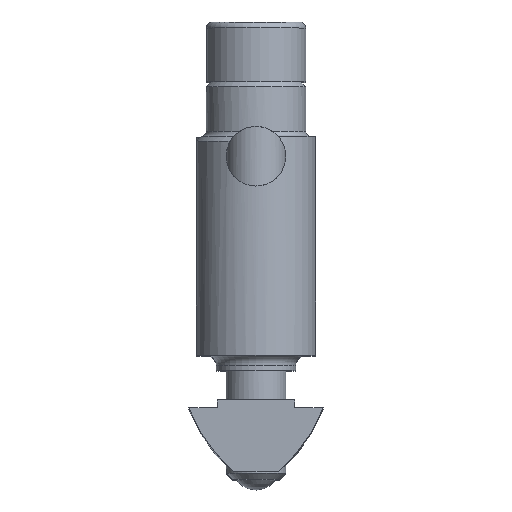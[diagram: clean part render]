
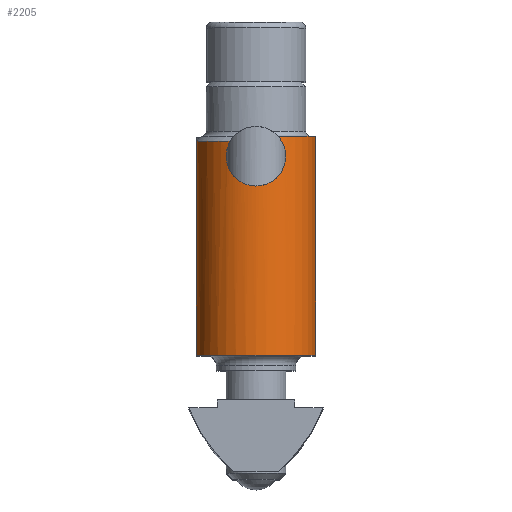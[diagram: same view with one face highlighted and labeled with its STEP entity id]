
A CAD part, top view. The second image highlights one B-rep face of the part: STEP entity #2205.
In plain terms, the highlighted cylindrical face has radius 6 mm (diameter 12 mm), a full revolution.
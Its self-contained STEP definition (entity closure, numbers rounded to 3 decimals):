
#172=B_SPLINE_CURVE_WITH_KNOTS('',3,(#3747,#3748,#3749,#3750,#3751,#3752,
#3753,#3754,#3755,#3756,#3757,#3758,#3759,#3760,#3761),.UNSPECIFIED.,.F.,
 .F.,(4,2,3,2,2,2,4),(-0.153,-0.115,0.,0.115,
0.231,0.346,0.461),.UNSPECIFIED.);
#173=B_SPLINE_CURVE_WITH_KNOTS('',3,(#3763,#3764,#3765,#3766,#3767,#3768,
#3769,#3770,#3771,#3772,#3773,#3774,#3775,#3776),.UNSPECIFIED.,.F.,.F.,
(4,2,2,2,2,2,4),(0.461,0.576,0.692,
0.807,0.923,1.038,1.136),
 .UNSPECIFIED.);
#174=B_SPLINE_CURVE_WITH_KNOTS('',3,(#3779,#3780,#3781,#3782,#3783,#3784,
#3785,#3786,#3787,#3788,#3789,#3790,#3791,#3792,#3793,#3794,#3795,#3796,
#3797,#3798,#3799,#3800,#3801,#3802,#3803,#3804,#3805),.UNSPECIFIED.,.F.,
 .F.,(4,2,2,2,2,2,2,2,2,2,3,2,4),(-1.136,-1.038,-0.923,
-0.807,-0.692,-0.576,-0.461,
-0.346,-0.231,-0.115,0.,
0.115,0.153),.UNSPECIFIED.);
#217=FACE_BOUND('',#476,.T.);
#318=FACE_OUTER_BOUND('',#475,.T.);
#475=EDGE_LOOP('',(#1797));
#476=EDGE_LOOP('',(#1798,#1799,#1800,#1801,#1802));
#867=CIRCLE('',#2406,6.);
#868=CIRCLE('',#2408,6.);
#869=CIRCLE('',#2409,6.);
#1043=VERTEX_POINT('',#3725);
#1046=VERTEX_POINT('',#3735);
#1047=VERTEX_POINT('',#3744);
#1048=VERTEX_POINT('',#3746);
#1049=VERTEX_POINT('',#3762);
#1050=VERTEX_POINT('',#3777);
#1299=EDGE_CURVE('',#1046,#1043,#867,.T.);
#1300=EDGE_CURVE('',#1047,#1047,#868,.T.);
#1301=EDGE_CURVE('',#1046,#1048,#172,.T.);
#1302=EDGE_CURVE('',#1048,#1049,#173,.T.);
#1303=EDGE_CURVE('',#1050,#1049,#869,.T.);
#1304=EDGE_CURVE('',#1050,#1043,#174,.T.);
#1797=ORIENTED_EDGE('',*,*,#1300,.T.);
#1798=ORIENTED_EDGE('',*,*,#1299,.F.);
#1799=ORIENTED_EDGE('',*,*,#1301,.T.);
#1800=ORIENTED_EDGE('',*,*,#1302,.T.);
#1801=ORIENTED_EDGE('',*,*,#1303,.F.);
#1802=ORIENTED_EDGE('',*,*,#1304,.T.);
#1986=CYLINDRICAL_SURFACE('',#2407,6.);
#2205=ADVANCED_FACE('',(#318,#217),#1986,.T.);
#2406=AXIS2_PLACEMENT_3D('',#3742,#2913,#2914);
#2407=AXIS2_PLACEMENT_3D('',#3743,#2915,#2916);
#2408=AXIS2_PLACEMENT_3D('',#3745,#2917,#2918);
#2409=AXIS2_PLACEMENT_3D('',#3778,#2919,#2920);
#2913=DIRECTION('center_axis',(0.,1.,0.));
#2914=DIRECTION('ref_axis',(0.,0.,1.));
#2915=DIRECTION('center_axis',(0.,-1.,
0.));
#2916=DIRECTION('ref_axis',(0.,0.,1.));
#2917=DIRECTION('center_axis',(0.,1.,0.));
#2918=DIRECTION('ref_axis',(0.,0.,1.));
#2919=DIRECTION('center_axis',(0.,1.,0.));
#2920=DIRECTION('ref_axis',(0.,0.,1.));
#3725=CARTESIAN_POINT('',(-2.597,22.3,38.608));
#3735=CARTESIAN_POINT('',(-2.597,22.3,27.792));
#3742=CARTESIAN_POINT('Origin',(0.001,22.3,33.2));
#3743=CARTESIAN_POINT('Origin',(0.001,22.8,33.2));
#3744=CARTESIAN_POINT('',(0.,0.8,27.2));
#3745=CARTESIAN_POINT('Origin',(0.,0.8,
33.2));
#3746=CARTESIAN_POINT('',(0.001,17.8,27.2));
#3747=CARTESIAN_POINT('Ctrl Pts',(-2.597,22.3,27.792));
#3748=CARTESIAN_POINT('Ctrl Pts',(-2.661,22.19,27.822));
#3749=CARTESIAN_POINT('Ctrl Pts',(-2.718,22.076,27.851));
#3750=CARTESIAN_POINT('Ctrl Pts',(-2.921,21.589,27.957));
#3751=CARTESIAN_POINT('Ctrl Pts',(-2.999,21.185,28.004));
#3752=CARTESIAN_POINT('Ctrl Pts',(-2.999,20.8,28.004));
#3753=CARTESIAN_POINT('Ctrl Pts',(-2.999,20.415,28.004));
#3754=CARTESIAN_POINT('Ctrl Pts',(-2.921,20.011,27.957));
#3755=CARTESIAN_POINT('Ctrl Pts',(-2.613,19.274,27.796));
#3756=CARTESIAN_POINT('Ctrl Pts',(-2.384,18.942,27.687));
#3757=CARTESIAN_POINT('Ctrl Pts',(-1.859,18.416,27.488));
#3758=CARTESIAN_POINT('Ctrl Pts',(-1.526,18.187,27.385));
#3759=CARTESIAN_POINT('Ctrl Pts',(-0.788,17.878,27.24));
#3760=CARTESIAN_POINT('Ctrl Pts',(-0.383,17.8,27.2));
#3761=CARTESIAN_POINT('Ctrl Pts',(0.001,17.8,
27.2));
#3762=CARTESIAN_POINT('',(2.237,22.8,27.632));
#3763=CARTESIAN_POINT('Ctrl Pts',(0.001,17.8,
27.2));
#3764=CARTESIAN_POINT('Ctrl Pts',(0.384,17.8,27.2));
#3765=CARTESIAN_POINT('Ctrl Pts',(0.789,17.878,27.24));
#3766=CARTESIAN_POINT('Ctrl Pts',(1.527,18.186,27.385));
#3767=CARTESIAN_POINT('Ctrl Pts',(1.86,18.416,27.488));
#3768=CARTESIAN_POINT('Ctrl Pts',(2.385,18.942,27.687));
#3769=CARTESIAN_POINT('Ctrl Pts',(2.614,19.274,27.796));
#3770=CARTESIAN_POINT('Ctrl Pts',(2.922,20.011,27.957));
#3771=CARTESIAN_POINT('Ctrl Pts',(3.001,20.415,28.004));
#3772=CARTESIAN_POINT('Ctrl Pts',(3.001,21.185,28.004));
#3773=CARTESIAN_POINT('Ctrl Pts',(2.922,21.589,27.957));
#3774=CARTESIAN_POINT('Ctrl Pts',(2.637,22.271,27.808));
#3775=CARTESIAN_POINT('Ctrl Pts',(2.452,22.559,27.719));
#3776=CARTESIAN_POINT('Ctrl Pts',(2.237,22.8,27.632));
#3777=CARTESIAN_POINT('',(2.237,22.8,38.768));
#3778=CARTESIAN_POINT('Origin',(0.001,22.8,33.2));
#3779=CARTESIAN_POINT('Ctrl Pts',(2.237,22.8,38.768));
#3780=CARTESIAN_POINT('Ctrl Pts',(2.452,22.559,38.681));
#3781=CARTESIAN_POINT('Ctrl Pts',(2.637,22.271,38.592));
#3782=CARTESIAN_POINT('Ctrl Pts',(2.922,21.589,38.443));
#3783=CARTESIAN_POINT('Ctrl Pts',(3.001,21.185,38.396));
#3784=CARTESIAN_POINT('Ctrl Pts',(3.001,20.415,38.396));
#3785=CARTESIAN_POINT('Ctrl Pts',(2.922,20.011,38.443));
#3786=CARTESIAN_POINT('Ctrl Pts',(2.614,19.274,38.604));
#3787=CARTESIAN_POINT('Ctrl Pts',(2.385,18.942,38.713));
#3788=CARTESIAN_POINT('Ctrl Pts',(1.86,18.416,38.912));
#3789=CARTESIAN_POINT('Ctrl Pts',(1.527,18.186,39.015));
#3790=CARTESIAN_POINT('Ctrl Pts',(0.789,17.878,39.16));
#3791=CARTESIAN_POINT('Ctrl Pts',(0.384,17.8,39.2));
#3792=CARTESIAN_POINT('Ctrl Pts',(-0.383,17.8,39.2));
#3793=CARTESIAN_POINT('Ctrl Pts',(-0.788,17.878,39.16));
#3794=CARTESIAN_POINT('Ctrl Pts',(-1.526,18.187,39.015));
#3795=CARTESIAN_POINT('Ctrl Pts',(-1.859,18.416,38.912));
#3796=CARTESIAN_POINT('Ctrl Pts',(-2.384,18.942,38.713));
#3797=CARTESIAN_POINT('Ctrl Pts',(-2.613,19.274,38.604));
#3798=CARTESIAN_POINT('Ctrl Pts',(-2.921,20.011,38.443));
#3799=CARTESIAN_POINT('Ctrl Pts',(-2.999,20.415,38.396));
#3800=CARTESIAN_POINT('Ctrl Pts',(-2.999,20.8,38.396));
#3801=CARTESIAN_POINT('Ctrl Pts',(-2.999,21.185,38.396));
#3802=CARTESIAN_POINT('Ctrl Pts',(-2.921,21.589,38.443));
#3803=CARTESIAN_POINT('Ctrl Pts',(-2.718,22.076,38.549));
#3804=CARTESIAN_POINT('Ctrl Pts',(-2.661,22.19,38.578));
#3805=CARTESIAN_POINT('Ctrl Pts',(-2.597,22.3,38.608));
